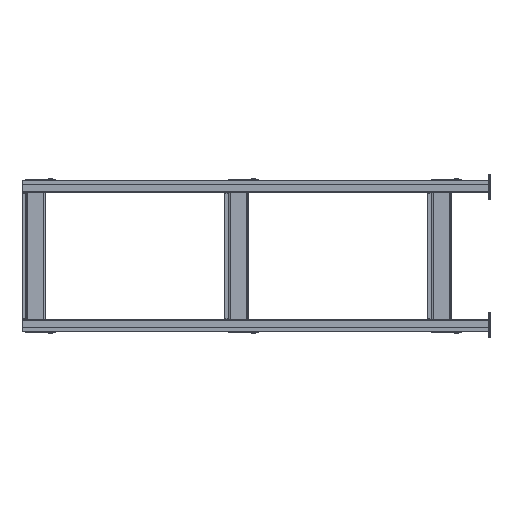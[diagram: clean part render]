
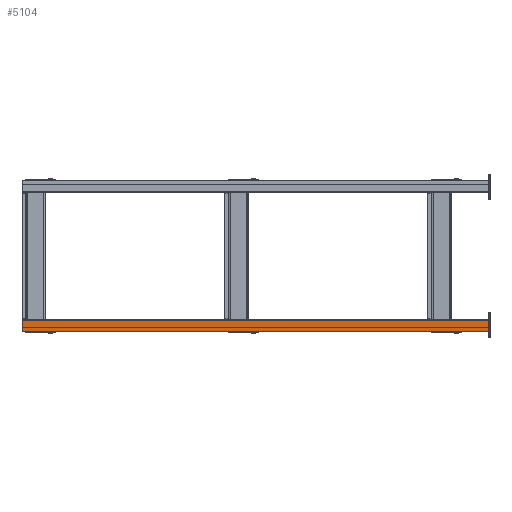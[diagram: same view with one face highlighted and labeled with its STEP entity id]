
A CAD part, left-side view. The second image highlights one B-rep face of the part: STEP entity #5104.
In plain terms, the highlighted planar face has unit normal (-1, 0, 0).
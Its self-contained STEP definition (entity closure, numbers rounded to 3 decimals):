
#338 = EDGE_CURVE ( 'NONE', #2571, #14611, #15821, .T. ) ;
#939 = VECTOR ( 'NONE', #11714, 1000. ) ;
#1784 = DIRECTION ( 'NONE',  ( 0., 0., 1. ) ) ;
#1990 = DIRECTION ( 'NONE',  ( 1., 0., 0. ) ) ;
#2278 = CARTESIAN_POINT ( 'NONE',  ( -1785., 1850., -600. ) ) ;
#2571 = VERTEX_POINT ( 'NONE', #12186 ) ;
#4102 = LINE ( 'NONE', #17602, #939 ) ;
#4145 = CARTESIAN_POINT ( 'NONE',  ( -1785., 0., -555. ) ) ;
#4204 = VERTEX_POINT ( 'NONE', #5944 ) ;
#5049 = DIRECTION ( 'NONE',  ( 0., 0., -1. ) ) ;
#5104 = ADVANCED_FACE ( 'NONE', ( #14317 ), #19049, .F. ) ;
#5161 = VECTOR ( 'NONE', #11334, 1000. ) ;
#5719 = EDGE_CURVE ( 'NONE', #4204, #5974, #4102, .T. ) ;
#5944 = CARTESIAN_POINT ( 'NONE',  ( -1785., 1865., -555. ) ) ;
#5974 = VERTEX_POINT ( 'NONE', #18293 ) ;
#6641 = CARTESIAN_POINT ( 'NONE',  ( -1785., 1850., -555. ) ) ;
#7087 = ORIENTED_EDGE ( 'NONE', *, *, #338, .T. ) ;
#8399 = VECTOR ( 'NONE', #9373, 1000. ) ;
#9373 = DIRECTION ( 'NONE',  ( 0., 0., 1. ) ) ;
#11228 = LINE ( 'NONE', #12512, #16541 ) ;
#11334 = DIRECTION ( 'NONE',  ( 0., -1., 0. ) ) ;
#11714 = DIRECTION ( 'NONE',  ( 0., -1., 0. ) ) ;
#12186 = CARTESIAN_POINT ( 'NONE',  ( -1785., 1865., -600. ) ) ;
#12512 = CARTESIAN_POINT ( 'NONE',  ( -1785., 1865., -555. ) ) ;
#12561 = ORIENTED_EDGE ( 'NONE', *, *, #13948, .F. ) ;
#13170 = CARTESIAN_POINT ( 'NONE',  ( -1785., 0., -600. ) ) ;
#13948 = EDGE_CURVE ( 'NONE', #2571, #4204, #11228, .T. ) ;
#14049 = AXIS2_PLACEMENT_3D ( 'NONE', #6641, #1990, #5049 ) ;
#14211 = ORIENTED_EDGE ( 'NONE', *, *, #17198, .T. ) ;
#14317 = FACE_OUTER_BOUND ( 'NONE', #14528, .T. ) ;
#14528 = EDGE_LOOP ( 'NONE', ( #7087, #14211, #14790, #12561 ) ) ;
#14611 = VERTEX_POINT ( 'NONE', #13170 ) ;
#14790 = ORIENTED_EDGE ( 'NONE', *, *, #5719, .F. ) ;
#15821 = LINE ( 'NONE', #2278, #5161 ) ;
#16541 = VECTOR ( 'NONE', #1784, 1000. ) ;
#16680 = LINE ( 'NONE', #4145, #8399 ) ;
#17198 = EDGE_CURVE ( 'NONE', #14611, #5974, #16680, .T. ) ;
#17602 = CARTESIAN_POINT ( 'NONE',  ( -1785., 1850., -555. ) ) ;
#18293 = CARTESIAN_POINT ( 'NONE',  ( -1785., 0., -555. ) ) ;
#19049 = PLANE ( 'NONE',  #14049 ) ;
